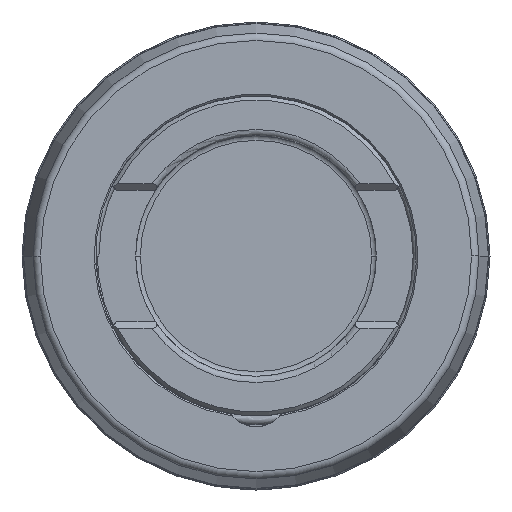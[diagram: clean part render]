
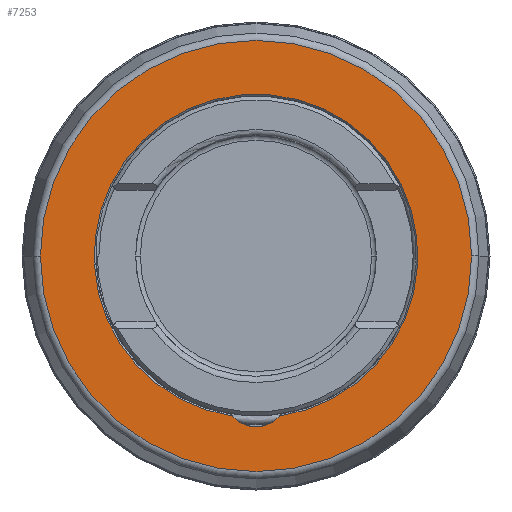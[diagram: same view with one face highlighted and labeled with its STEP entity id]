
A CAD part, front view. The second image highlights one B-rep face of the part: STEP entity #7253.
In plain terms, the highlighted planar face has unit normal (0, -1, 0).
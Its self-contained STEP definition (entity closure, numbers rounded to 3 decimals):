
#1682=CARTESIAN_POINT('',(0.,-13.5,0.));
#1683=DIRECTION('',(0.,1.,0.));
#1684=DIRECTION('',(-1.,0.,0.));
#1685=AXIS2_PLACEMENT_3D('',#1682,#1683,#1684);
#1697=CARTESIAN_POINT('',(0.,-13.5,0.));
#1698=DIRECTION('',(0.,1.,0.));
#1699=DIRECTION('',(1.,0.,0.));
#1700=AXIS2_PLACEMENT_3D('',#1697,#1698,#1699);
#1707=CARTESIAN_POINT('',(0.,-13.5,-18.));
#1708=DIRECTION('',(0.,-1.,0.));
#1709=DIRECTION('',(-0.753,0.,-0.658));
#1710=AXIS2_PLACEMENT_3D('',#1707,#1708,#1709);
#1712=CARTESIAN_POINT('',(0.,-13.5,0.));
#1713=DIRECTION('',(0.,1.,0.));
#1714=DIRECTION('',(-0.144,0.,-0.99));
#1715=AXIS2_PLACEMENT_3D('',#1712,#1713,#1714);
#3503=CARTESIAN_POINT('',(-27.779,-13.5,0.));
#3504=CARTESIAN_POINT('',(27.779,-13.5,0.));
#3505=VERTEX_POINT('',#3503);
#3506=VERTEX_POINT('',#3504);
#3529=CARTESIAN_POINT('',(-3.013,-13.5,-20.631));
#3530=CARTESIAN_POINT('',(3.013,-13.5,-20.631));
#3531=VERTEX_POINT('',#3529);
#3532=VERTEX_POINT('',#3530);
#7238=CARTESIAN_POINT('',(0.,-13.5,0.));
#7239=DIRECTION('',(0.,-1.,0.));
#7240=DIRECTION('',(-1.,0.,0.));
#7241=AXIS2_PLACEMENT_3D('',#7238,#7239,#7240);
#7242=PLANE('',#7241);
#7243=ORIENTED_EDGE('',*,*,#7218,.T.);
#7244=ORIENTED_EDGE('',*,*,#7232,.T.);
#7245=EDGE_LOOP('',(#7243,#7244));
#7246=FACE_OUTER_BOUND('',#7245,.F.);
#7248=ORIENTED_EDGE('',*,*,#7247,.T.);
#7250=ORIENTED_EDGE('',*,*,#7249,.F.);
#7251=EDGE_LOOP('',(#7248,#7250));
#7252=FACE_BOUND('',#7251,.F.);
#7253=ADVANCED_FACE('',(#7246,#7252),#7242,.T.);
#1686=CIRCLE('',#1685,27.779);
#1701=CIRCLE('',#1700,27.779);
#1711=CIRCLE('',#1710,4.);
#1716=CIRCLE('',#1715,20.85);
#7218=EDGE_CURVE('',#3505,#3506,#1686,.T.);
#7232=EDGE_CURVE('',#3506,#3505,#1701,.T.);
#7247=EDGE_CURVE('',#3531,#3532,#1711,.T.);
#7249=EDGE_CURVE('',#3531,#3532,#1716,.T.);
